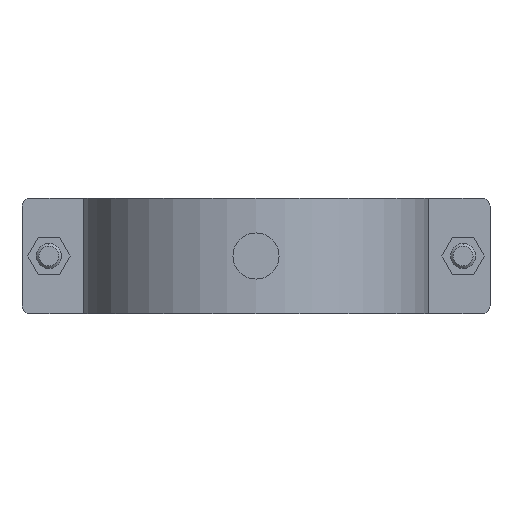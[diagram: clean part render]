
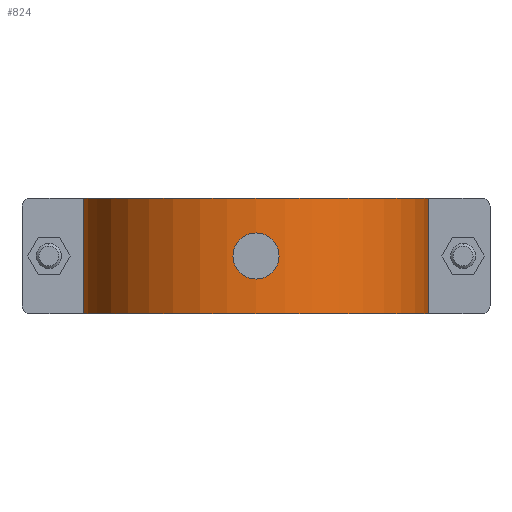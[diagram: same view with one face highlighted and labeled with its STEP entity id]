
A CAD part, front view. The second image highlights one B-rep face of the part: STEP entity #824.
In plain terms, the highlighted cylindrical face has radius 45 mm (diameter 90 mm), a partial arc.
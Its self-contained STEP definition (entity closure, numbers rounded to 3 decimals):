
#19 = DIRECTION ( 'NONE',  ( 0., 0., -1. ) ) ;
#37 = EDGE_CURVE ( 'NONE', #1473, #374, #1072, .T. ) ;
#60 = CARTESIAN_POINT ( 'NONE',  ( -44.864, -3.5, 15. ) ) ;
#70 = CARTESIAN_POINT ( 'NONE',  ( 0., 0., 15. ) ) ;
#107 = FACE_OUTER_BOUND ( 'NONE', #974, .T. ) ;
#140 = CARTESIAN_POINT ( 'NONE',  ( 0., 0., -15. ) ) ;
#299 = VECTOR ( 'NONE', #19, 1000. ) ;
#374 = VERTEX_POINT ( 'NONE', #2662 ) ;
#511 = CARTESIAN_POINT ( 'NONE',  ( 0., 0., 15. ) ) ;
#516 = AXIS2_PLACEMENT_3D ( 'NONE', #140, #1024, #2523 ) ;
#551 = ORIENTED_EDGE ( 'NONE', *, *, #1183, .F. ) ;
#552 = EDGE_CURVE ( 'NONE', #1922, #2215, #1283, .T. ) ;
#603 = ORIENTED_EDGE ( 'NONE', *, *, #669, .T. ) ;
#639 = VECTOR ( 'NONE', #1140, 1000. ) ;
#669 = EDGE_CURVE ( 'NONE', #1473, #1922, #2539, .T. ) ;
#824 = ADVANCED_FACE ( 'NONE', ( #107 ), #1569, .T. ) ;
#974 = EDGE_LOOP ( 'NONE', ( #1703, #551, #1228, #603 ) ) ;
#1024 = DIRECTION ( 'NONE',  ( 0., 0., 1. ) ) ;
#1072 = CIRCLE ( 'NONE', #2577, 45. ) ;
#1140 = DIRECTION ( 'NONE',  ( 0., 0., -1. ) ) ;
#1145 = DIRECTION ( 'NONE',  ( 1., 0., 0. ) ) ;
#1183 = EDGE_CURVE ( 'NONE', #374, #2215, #1779, .T. ) ;
#1228 = ORIENTED_EDGE ( 'NONE', *, *, #37, .F. ) ;
#1283 = CIRCLE ( 'NONE', #516, 45. ) ;
#1358 = DIRECTION ( 'NONE',  ( -1., 0., 0. ) ) ;
#1473 = VERTEX_POINT ( 'NONE', #60 ) ;
#1516 = CARTESIAN_POINT ( 'NONE',  ( -44.864, -3.5, 15. ) ) ;
#1569 = CYLINDRICAL_SURFACE ( 'NONE', #2033, 45. ) ;
#1591 = DIRECTION ( 'NONE',  ( 0., 0., -1. ) ) ;
#1703 = ORIENTED_EDGE ( 'NONE', *, *, #552, .T. ) ;
#1746 = CARTESIAN_POINT ( 'NONE',  ( -44.864, -3.5, -15. ) ) ;
#1779 = LINE ( 'NONE', #1792, #639 ) ;
#1792 = CARTESIAN_POINT ( 'NONE',  ( 44.864, -3.5, 15. ) ) ;
#1828 = DIRECTION ( 'NONE',  ( 0., 0., 1. ) ) ;
#1922 = VERTEX_POINT ( 'NONE', #1746 ) ;
#1931 = CARTESIAN_POINT ( 'NONE',  ( 44.864, -3.5, -15. ) ) ;
#2033 = AXIS2_PLACEMENT_3D ( 'NONE', #511, #1591, #1358 ) ;
#2215 = VERTEX_POINT ( 'NONE', #1931 ) ;
#2523 = DIRECTION ( 'NONE',  ( 1., 0., 0. ) ) ;
#2539 = LINE ( 'NONE', #1516, #299 ) ;
#2577 = AXIS2_PLACEMENT_3D ( 'NONE', #70, #1828, #1145 ) ;
#2662 = CARTESIAN_POINT ( 'NONE',  ( 44.864, -3.5, 15. ) ) ;
